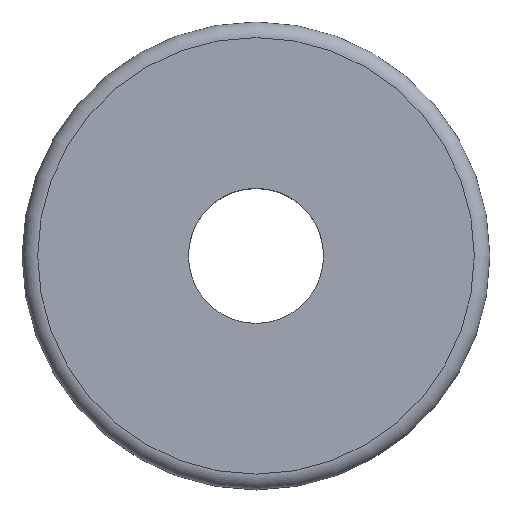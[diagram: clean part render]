
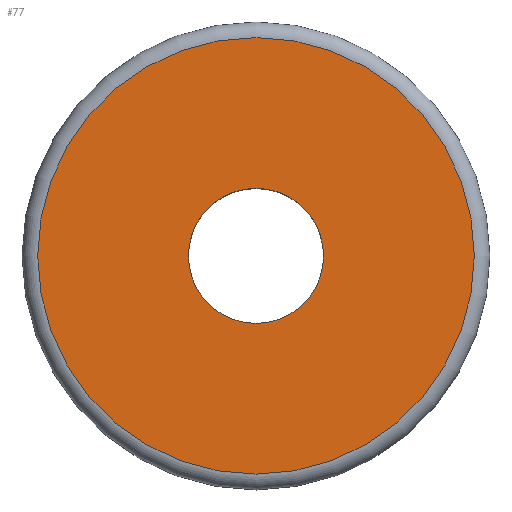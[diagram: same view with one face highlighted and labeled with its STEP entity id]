
A CAD part, top view. The second image highlights one B-rep face of the part: STEP entity #77.
In plain terms, the highlighted planar face has unit normal (0, 0, 1).
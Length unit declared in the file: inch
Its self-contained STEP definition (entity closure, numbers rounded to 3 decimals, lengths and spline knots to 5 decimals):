
#15=PLANE('',#88);
#21=FACE_BOUND('',#36,.T.);
#27=FACE_OUTER_BOUND('',#35,.T.);
#35=EDGE_LOOP('',(#65));
#36=EDGE_LOOP('',(#66));
#44=CIRCLE('',#85,0.42);
#46=CIRCLE('',#89,0.13);
#50=VERTEX_POINT('',#125);
#52=VERTEX_POINT('',#131);
#56=EDGE_CURVE('',#50,#50,#44,.T.);
#58=EDGE_CURVE('',#52,#52,#46,.T.);
#65=ORIENTED_EDGE('',*,*,#56,.F.);
#66=ORIENTED_EDGE('',*,*,#58,.T.);
#77=ADVANCED_FACE('',(#27,#21),#15,.T.);
#85=AXIS2_PLACEMENT_3D('',#126,#101,#102);
#88=AXIS2_PLACEMENT_3D('',#130,#107,#108);
#89=AXIS2_PLACEMENT_3D('',#132,#109,#110);
#101=DIRECTION('center_axis',(0.,0.,-1.));
#102=DIRECTION('ref_axis',(-1.,0.,0.));
#107=DIRECTION('center_axis',(0.,0.,1.));
#108=DIRECTION('ref_axis',(1.,0.,0.));
#109=DIRECTION('center_axis',(0.,0.,-1.));
#110=DIRECTION('ref_axis',(-1.,0.,0.));
#125=CARTESIAN_POINT('',(0.42,0.,0.3));
#126=CARTESIAN_POINT('Origin',(0.,0.,0.3));
#130=CARTESIAN_POINT('Origin',(0.,0.,0.3));
#131=CARTESIAN_POINT('',(0.13,0.,0.3));
#132=CARTESIAN_POINT('Origin',(0.,0.,0.3));
